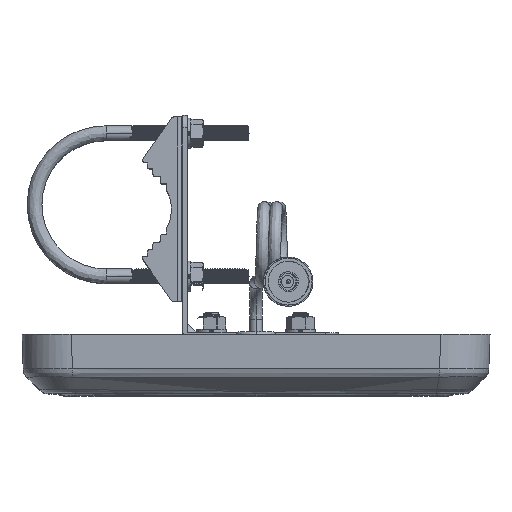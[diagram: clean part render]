
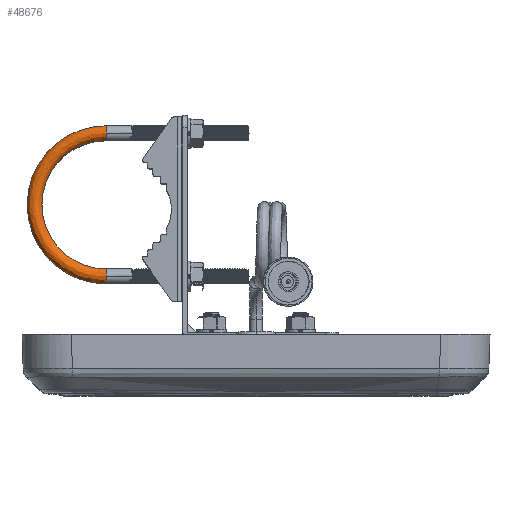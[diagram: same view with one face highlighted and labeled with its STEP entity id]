
A CAD part, top view. The second image highlights one B-rep face of the part: STEP entity #48676.
In plain terms, the highlighted free-form (B-spline) face has degree [3, 3] with [4, 4] control points.
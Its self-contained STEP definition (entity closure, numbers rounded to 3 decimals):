
#1356 = CARTESIAN_POINT ( 'NONE',  ( -31.15, 82.825, 22. ) ) ;
#2121 = CARTESIAN_POINT ( 'NONE',  ( -31.15, 27.725, 28. ) ) ;
#2553 = EDGE_CURVE ( 'NONE', #17825, #51316, #80070, .T. ) ;
#3711 =( BOUNDED_SURFACE ( )  B_SPLINE_SURFACE ( 3, 3, ( 
 ( #14695, #35987, #28137, #74157 ),
 ( #55092, #68492, #20774, #42453 ),
 ( #2121, #15954, #27252, #9526 ),
 ( #9086, #48977, #54213, #53773 ) ),
 .UNSPECIFIED., .F., .F., .F. ) 
 B_SPLINE_SURFACE_WITH_KNOTS ( ( 4, 4 ),
 ( 4, 4 ),
 ( 0., 1. ),
 ( 0., 1. ),
 .UNSPECIFIED. ) 
 GEOMETRIC_REPRESENTATION_ITEM ( )  RATIONAL_B_SPLINE_SURFACE ( (
 ( 1., 0.333, 0.333, 1.),
 ( 0.333, 0.111, 0.111, 0.333),
 ( 0.333, 0.111, 0.111, 0.333),
 ( 1., 0.333, 0.333, 1.) ) ) 
 REPRESENTATION_ITEM ( '' )  SURFACE ( )  );
#3840 = CARTESIAN_POINT ( 'NONE',  ( -31.15, 24.725, 25. ) ) ;
#4418 = DIRECTION ( 'NONE',  ( 0., -1., 0. ) ) ;
#6664 = CARTESIAN_POINT ( 'NONE',  ( -31.15, 27.725, 22. ) ) ;
#9086 = CARTESIAN_POINT ( 'NONE',  ( -31.15, 27.725, 22. ) ) ;
#9526 = CARTESIAN_POINT ( 'NONE',  ( -31.15, 79.825, 28. ) ) ;
#9592 = CARTESIAN_POINT ( 'NONE',  ( -31.15, 24.725, 22. ) ) ;
#11875 = CIRCLE ( 'NONE', #68652, 3. ) ;
#12118 = CARTESIAN_POINT ( 'NONE',  ( -31.15, 53.775, 22. ) ) ;
#14695 = CARTESIAN_POINT ( 'NONE',  ( -31.15, 21.725, 22. ) ) ;
#15665 = ORIENTED_EDGE ( 'NONE', *, *, #60038, .T. ) ;
#15954 = CARTESIAN_POINT ( 'NONE',  ( -83.25, 27.725, 28. ) ) ;
#17825 = VERTEX_POINT ( 'NONE', #65354 ) ;
#18965 = AXIS2_PLACEMENT_3D ( 'NONE', #34257, #44574, #77606 ) ;
#20774 = CARTESIAN_POINT ( 'NONE',  ( -95.25, 85.825, 28. ) ) ;
#21167 = VERTEX_POINT ( 'NONE', #85756 ) ;
#21543 = CIRCLE ( 'NONE', #31221, 32.05 ) ;
#22170 = DIRECTION ( 'NONE',  ( -1., 0., 0. ) ) ;
#25497 = VERTEX_POINT ( 'NONE', #40160 ) ;
#27252 = CARTESIAN_POINT ( 'NONE',  ( -83.25, 79.825, 28. ) ) ;
#28137 = CARTESIAN_POINT ( 'NONE',  ( -95.25, 85.825, 22. ) ) ;
#28233 = VERTEX_POINT ( 'NONE', #3840 ) ;
#31013 = EDGE_CURVE ( 'NONE', #21167, #25497, #21543, .T. ) ;
#31221 = AXIS2_PLACEMENT_3D ( 'NONE', #46407, #39918, #53789 ) ;
#33044 = CIRCLE ( 'NONE', #56629, 26.05 ) ;
#34257 = CARTESIAN_POINT ( 'NONE',  ( -31.15, 82.825, 22. ) ) ;
#35987 = CARTESIAN_POINT ( 'NONE',  ( -95.25, 21.725, 22. ) ) ;
#39918 = DIRECTION ( 'NONE',  ( 0., 0., -1. ) ) ;
#40160 = CARTESIAN_POINT ( 'NONE',  ( -31.15, 85.825, 22. ) ) ;
#42453 = CARTESIAN_POINT ( 'NONE',  ( -31.15, 85.825, 28. ) ) ;
#42481 = ORIENTED_EDGE ( 'NONE', *, *, #47573, .T. ) ;
#44574 = DIRECTION ( 'NONE',  ( -1., 0., 0. ) ) ;
#45543 = ORIENTED_EDGE ( 'NONE', *, *, #59073, .T. ) ;
#46407 = CARTESIAN_POINT ( 'NONE',  ( -31.15, 53.775, 22. ) ) ;
#47573 = EDGE_CURVE ( 'NONE', #51316, #25497, #11875, .T. ) ;
#48676 = ADVANCED_FACE ( 'NONE', ( #79402 ), #3711, .T. ) ;
#48977 = CARTESIAN_POINT ( 'NONE',  ( -83.25, 27.725, 22. ) ) ;
#51316 = VERTEX_POINT ( 'NONE', #81240 ) ;
#51446 = EDGE_LOOP ( 'NONE', ( #45543, #15665, #65213, #80203, #42481, #74473 ) ) ;
#53773 = CARTESIAN_POINT ( 'NONE',  ( -31.15, 79.825, 22. ) ) ;
#53789 = DIRECTION ( 'NONE',  ( 1., 0., 0. ) ) ;
#54213 = CARTESIAN_POINT ( 'NONE',  ( -83.25, 79.825, 22. ) ) ;
#55092 = CARTESIAN_POINT ( 'NONE',  ( -31.15, 21.725, 28. ) ) ;
#55919 = CIRCLE ( 'NONE', #66964, 3. ) ;
#56101 = DIRECTION ( 'NONE',  ( -1., 0., 0. ) ) ;
#56629 = AXIS2_PLACEMENT_3D ( 'NONE', #12118, #79360, #72823 ) ;
#56936 = CARTESIAN_POINT ( 'NONE',  ( -31.15, 24.725, 22. ) ) ;
#57086 = AXIS2_PLACEMENT_3D ( 'NONE', #56936, #56101, #4418 ) ;
#59073 = EDGE_CURVE ( 'NONE', #21167, #28233, #62636, .T. ) ;
#60038 = EDGE_CURVE ( 'NONE', #28233, #73143, #55919, .T. ) ;
#61177 = DIRECTION ( 'NONE',  ( 0., -1., 0. ) ) ;
#62636 = CIRCLE ( 'NONE', #57086, 3. ) ;
#65213 = ORIENTED_EDGE ( 'NONE', *, *, #73371, .T. ) ;
#65354 = CARTESIAN_POINT ( 'NONE',  ( -31.15, 79.825, 22. ) ) ;
#66964 = AXIS2_PLACEMENT_3D ( 'NONE', #9592, #75510, #61177 ) ;
#67718 = DIRECTION ( 'NONE',  ( 0., 1., 0. ) ) ;
#68492 = CARTESIAN_POINT ( 'NONE',  ( -95.25, 21.725, 28. ) ) ;
#68652 = AXIS2_PLACEMENT_3D ( 'NONE', #1356, #22170, #67718 ) ;
#72823 = DIRECTION ( 'NONE',  ( 1., 0., 0. ) ) ;
#73143 = VERTEX_POINT ( 'NONE', #6664 ) ;
#73371 = EDGE_CURVE ( 'NONE', #73143, #17825, #33044, .T. ) ;
#74157 = CARTESIAN_POINT ( 'NONE',  ( -31.15, 85.825, 22. ) ) ;
#74473 = ORIENTED_EDGE ( 'NONE', *, *, #31013, .F. ) ;
#75510 = DIRECTION ( 'NONE',  ( -1., 0., 0. ) ) ;
#77606 = DIRECTION ( 'NONE',  ( 0., 1., 0. ) ) ;
#79360 = DIRECTION ( 'NONE',  ( 0., 0., -1. ) ) ;
#79402 = FACE_OUTER_BOUND ( 'NONE', #51446, .T. ) ;
#80070 = CIRCLE ( 'NONE', #18965, 3. ) ;
#80203 = ORIENTED_EDGE ( 'NONE', *, *, #2553, .T. ) ;
#81240 = CARTESIAN_POINT ( 'NONE',  ( -31.15, 82.825, 25. ) ) ;
#85756 = CARTESIAN_POINT ( 'NONE',  ( -31.15, 21.725, 22. ) ) ;
